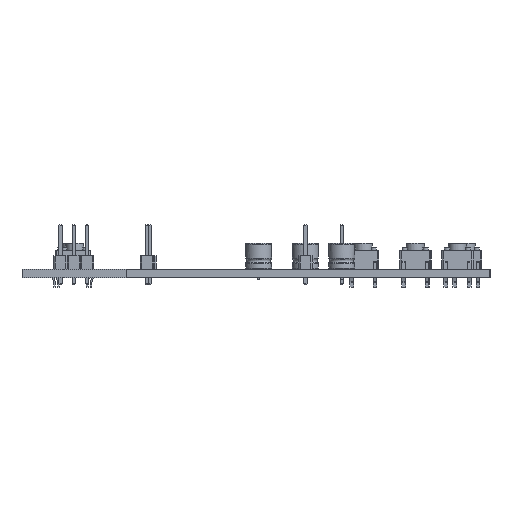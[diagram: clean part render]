
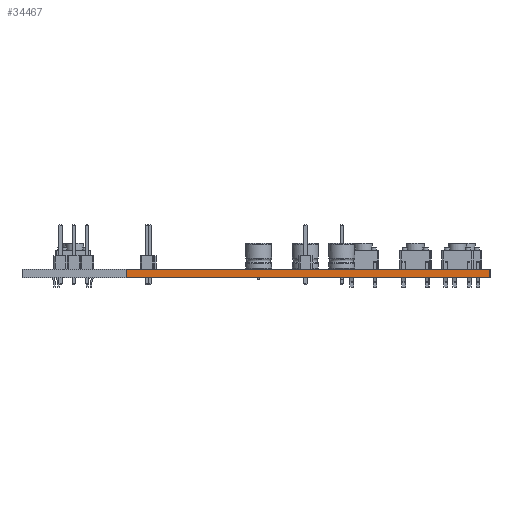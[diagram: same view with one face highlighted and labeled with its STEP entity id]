
A CAD part, left-side view. The second image highlights one B-rep face of the part: STEP entity #34467.
In plain terms, the highlighted planar face has unit normal (-1, 0, 0).
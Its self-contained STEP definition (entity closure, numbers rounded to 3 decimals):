
#24884 = PLANE('',#24885);
#24885 = AXIS2_PLACEMENT_3D('',#24886,#24887,#24888);
#24886 = CARTESIAN_POINT('',(145.,-77.892,1.6));
#24887 = DIRECTION('',(-0.,-0.,-1.));
#24888 = DIRECTION('',(-1.,0.,0.));
#24938 = PLANE('',#24939);
#24939 = AXIS2_PLACEMENT_3D('',#24940,#24941,#24942);
#24940 = CARTESIAN_POINT('',(145.,-77.892,0.));
#24941 = DIRECTION('',(-0.,-0.,-1.));
#24942 = DIRECTION('',(-1.,0.,0.));
#25243 = VERTEX_POINT('',#25244);
#25244 = CARTESIAN_POINT('',(80.,-122.5,0.));
#25258 = PLANE('',#25259);
#25259 = AXIS2_PLACEMENT_3D('',#25260,#25261,#25262);
#25260 = CARTESIAN_POINT('',(210.,-122.5,0.));
#25261 = DIRECTION('',(0.,-1.,0.));
#25262 = DIRECTION('',(-1.,0.,0.));
#25270 = EDGE_CURVE('',#25243,#25271,#25273,.T.);
#25271 = VERTEX_POINT('',#25272);
#25272 = CARTESIAN_POINT('',(80.,-52.5,0.));
#25273 = SURFACE_CURVE('',#25274,(#25278,#25285),.PCURVE_S1.);
#25274 = LINE('',#25275,#25276);
#25275 = CARTESIAN_POINT('',(80.,-122.5,0.));
#25276 = VECTOR('',#25277,1.);
#25277 = DIRECTION('',(0.,1.,0.));
#25278 = PCURVE('',#24938,#25279);
#25279 = DEFINITIONAL_REPRESENTATION('',(#25280),#25284);
#25280 = LINE('',#25281,#25282);
#25281 = CARTESIAN_POINT('',(65.,-44.608));
#25282 = VECTOR('',#25283,1.);
#25283 = DIRECTION('',(0.,1.));
#25284 = ( GEOMETRIC_REPRESENTATION_CONTEXT(2) 
PARAMETRIC_REPRESENTATION_CONTEXT() REPRESENTATION_CONTEXT('2D SPACE',''
  ) );
#25285 = PCURVE('',#25286,#25291);
#25286 = PLANE('',#25287);
#25287 = AXIS2_PLACEMENT_3D('',#25288,#25289,#25290);
#25288 = CARTESIAN_POINT('',(80.,-122.5,0.));
#25289 = DIRECTION('',(-1.,0.,0.));
#25290 = DIRECTION('',(0.,1.,0.));
#25291 = DEFINITIONAL_REPRESENTATION('',(#25292),#25296);
#25292 = LINE('',#25293,#25294);
#25293 = CARTESIAN_POINT('',(0.,0.));
#25294 = VECTOR('',#25295,1.);
#25295 = DIRECTION('',(1.,0.));
#25296 = ( GEOMETRIC_REPRESENTATION_CONTEXT(2) 
PARAMETRIC_REPRESENTATION_CONTEXT() REPRESENTATION_CONTEXT('2D SPACE',''
  ) );
#25314 = PLANE('',#25315);
#25315 = AXIS2_PLACEMENT_3D('',#25316,#25317,#25318);
#25316 = CARTESIAN_POINT('',(80.,-52.5,0.));
#25317 = DIRECTION('',(-1.,0.,0.));
#25318 = DIRECTION('',(0.,1.,0.));
#30212 = VERTEX_POINT('',#30213);
#30213 = CARTESIAN_POINT('',(80.,-122.5,1.6));
#30234 = EDGE_CURVE('',#30212,#30235,#30237,.T.);
#30235 = VERTEX_POINT('',#30236);
#30236 = CARTESIAN_POINT('',(80.,-52.5,1.6));
#30237 = SURFACE_CURVE('',#30238,(#30242,#30249),.PCURVE_S1.);
#30238 = LINE('',#30239,#30240);
#30239 = CARTESIAN_POINT('',(80.,-122.5,1.6));
#30240 = VECTOR('',#30241,1.);
#30241 = DIRECTION('',(0.,1.,0.));
#30242 = PCURVE('',#24884,#30243);
#30243 = DEFINITIONAL_REPRESENTATION('',(#30244),#30248);
#30244 = LINE('',#30245,#30246);
#30245 = CARTESIAN_POINT('',(65.,-44.608));
#30246 = VECTOR('',#30247,1.);
#30247 = DIRECTION('',(0.,1.));
#30248 = ( GEOMETRIC_REPRESENTATION_CONTEXT(2) 
PARAMETRIC_REPRESENTATION_CONTEXT() REPRESENTATION_CONTEXT('2D SPACE',''
  ) );
#30249 = PCURVE('',#25286,#30250);
#30250 = DEFINITIONAL_REPRESENTATION('',(#30251),#30255);
#30251 = LINE('',#30252,#30253);
#30252 = CARTESIAN_POINT('',(0.,-1.6));
#30253 = VECTOR('',#30254,1.);
#30254 = DIRECTION('',(1.,0.));
#30255 = ( GEOMETRIC_REPRESENTATION_CONTEXT(2) 
PARAMETRIC_REPRESENTATION_CONTEXT() REPRESENTATION_CONTEXT('2D SPACE',''
  ) );
#34417 = EDGE_CURVE('',#25271,#30235,#34418,.T.);
#34418 = SURFACE_CURVE('',#34419,(#34423,#34430),.PCURVE_S1.);
#34419 = LINE('',#34420,#34421);
#34420 = CARTESIAN_POINT('',(80.,-52.5,0.));
#34421 = VECTOR('',#34422,1.);
#34422 = DIRECTION('',(0.,0.,1.));
#34423 = PCURVE('',#25314,#34424);
#34424 = DEFINITIONAL_REPRESENTATION('',(#34425),#34429);
#34425 = LINE('',#34426,#34427);
#34426 = CARTESIAN_POINT('',(0.,0.));
#34427 = VECTOR('',#34428,1.);
#34428 = DIRECTION('',(0.,-1.));
#34429 = ( GEOMETRIC_REPRESENTATION_CONTEXT(2) 
PARAMETRIC_REPRESENTATION_CONTEXT() REPRESENTATION_CONTEXT('2D SPACE',''
  ) );
#34430 = PCURVE('',#25286,#34431);
#34431 = DEFINITIONAL_REPRESENTATION('',(#34432),#34436);
#34432 = LINE('',#34433,#34434);
#34433 = CARTESIAN_POINT('',(70.,0.));
#34434 = VECTOR('',#34435,1.);
#34435 = DIRECTION('',(0.,-1.));
#34436 = ( GEOMETRIC_REPRESENTATION_CONTEXT(2) 
PARAMETRIC_REPRESENTATION_CONTEXT() REPRESENTATION_CONTEXT('2D SPACE',''
  ) );
#34467 = ADVANCED_FACE('',(#34468),#25286,.T.);
#34468 = FACE_BOUND('',#34469,.T.);
#34469 = EDGE_LOOP('',(#34470,#34491,#34492,#34493));
#34470 = ORIENTED_EDGE('',*,*,#34471,.T.);
#34471 = EDGE_CURVE('',#25243,#30212,#34472,.T.);
#34472 = SURFACE_CURVE('',#34473,(#34477,#34484),.PCURVE_S1.);
#34473 = LINE('',#34474,#34475);
#34474 = CARTESIAN_POINT('',(80.,-122.5,0.));
#34475 = VECTOR('',#34476,1.);
#34476 = DIRECTION('',(0.,0.,1.));
#34477 = PCURVE('',#25286,#34478);
#34478 = DEFINITIONAL_REPRESENTATION('',(#34479),#34483);
#34479 = LINE('',#34480,#34481);
#34480 = CARTESIAN_POINT('',(0.,0.));
#34481 = VECTOR('',#34482,1.);
#34482 = DIRECTION('',(0.,-1.));
#34483 = ( GEOMETRIC_REPRESENTATION_CONTEXT(2) 
PARAMETRIC_REPRESENTATION_CONTEXT() REPRESENTATION_CONTEXT('2D SPACE',''
  ) );
#34484 = PCURVE('',#25258,#34485);
#34485 = DEFINITIONAL_REPRESENTATION('',(#34486),#34490);
#34486 = LINE('',#34487,#34488);
#34487 = CARTESIAN_POINT('',(130.,0.));
#34488 = VECTOR('',#34489,1.);
#34489 = DIRECTION('',(0.,-1.));
#34490 = ( GEOMETRIC_REPRESENTATION_CONTEXT(2) 
PARAMETRIC_REPRESENTATION_CONTEXT() REPRESENTATION_CONTEXT('2D SPACE',''
  ) );
#34491 = ORIENTED_EDGE('',*,*,#30234,.T.);
#34492 = ORIENTED_EDGE('',*,*,#34417,.F.);
#34493 = ORIENTED_EDGE('',*,*,#25270,.F.);
